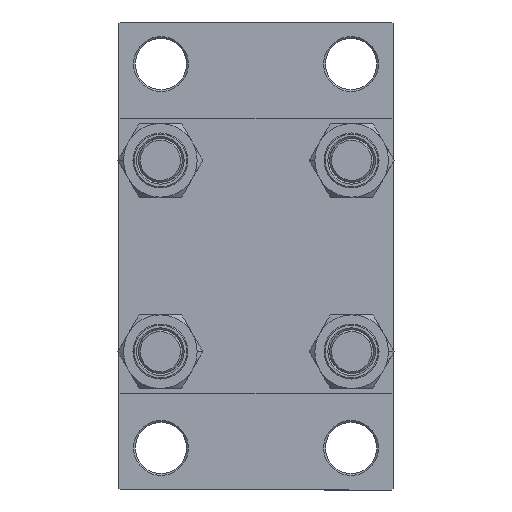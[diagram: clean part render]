
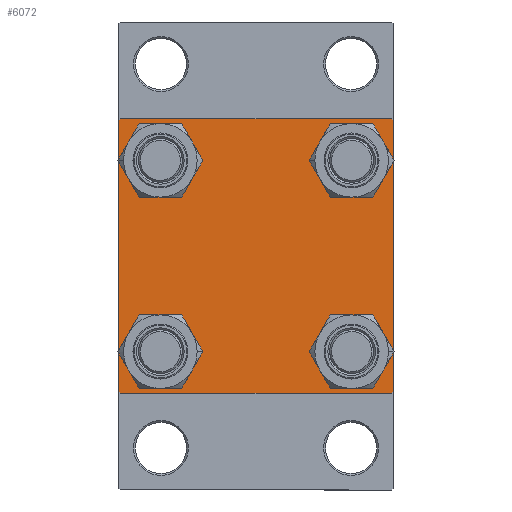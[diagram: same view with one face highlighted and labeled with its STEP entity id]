
A CAD part, left-side view. The second image highlights one B-rep face of the part: STEP entity #6072.
In plain terms, the highlighted planar face has unit normal (-1, 0, 0).
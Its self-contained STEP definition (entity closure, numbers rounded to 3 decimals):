
#58 = ORIENTED_EDGE ( 'NONE', *, *, #27998, .T. ) ;
#255 = CIRCLE ( 'NONE', #12595, 6.5 ) ;
#302 = VERTEX_POINT ( 'NONE', #33286 ) ;
#331 = PLANE ( 'NONE',  #22896 ) ;
#651 = CARTESIAN_POINT ( 'NONE',  ( 0., -26.15, -26.15 ) ) ;
#1005 = CIRCLE ( 'NONE', #11792, 6.5 ) ;
#1036 = DIRECTION ( 'NONE',  ( -1., 0., 0. ) ) ;
#1530 = VECTOR ( 'NONE', #30644, 1000. ) ;
#2002 = CARTESIAN_POINT ( 'NONE',  ( 0., 26.15, -26.15 ) ) ;
#2719 = VERTEX_POINT ( 'NONE', #24409 ) ;
#3806 = DIRECTION ( 'NONE',  ( 1., 0., 0. ) ) ;
#3824 = CARTESIAN_POINT ( 'NONE',  ( 0., 37.5, 37.5 ) ) ;
#4062 = DIRECTION ( 'NONE',  ( 0., 0., -1. ) ) ;
#4801 = CARTESIAN_POINT ( 'NONE',  ( 0., 37., 37.5 ) ) ;
#5184 = DIRECTION ( 'NONE',  ( 1., 0., 0. ) ) ;
#5970 = DIRECTION ( 'NONE',  ( 0., 0.707, 0.707 ) ) ;
#6072 = ADVANCED_FACE ( 'NONE', ( #40852, #18693, #8046, #41557, #18456 ), #331, .T. ) ;
#6339 = LINE ( 'NONE', #32611, #23607 ) ;
#7235 = CARTESIAN_POINT ( 'NONE',  ( 0., -26.15, 32.65 ) ) ;
#7307 = DIRECTION ( 'NONE',  ( 0., -1., 0. ) ) ;
#7771 = LINE ( 'NONE', #22488, #1530 ) ;
#8022 = CARTESIAN_POINT ( 'NONE',  ( 0., 26.15, 26.15 ) ) ;
#8046 = FACE_BOUND ( 'NONE', #27516, .T. ) ;
#8121 = VERTEX_POINT ( 'NONE', #40107 ) ;
#8482 = EDGE_LOOP ( 'NONE', ( #23452, #26568 ) ) ;
#9196 = VERTEX_POINT ( 'NONE', #11469 ) ;
#9439 = CIRCLE ( 'NONE', #10223, 6.5 ) ;
#9546 = VERTEX_POINT ( 'NONE', #30165 ) ;
#9806 = CARTESIAN_POINT ( 'NONE',  ( 0., 26.15, -19.65 ) ) ;
#9825 = CARTESIAN_POINT ( 'NONE',  ( 0., -37.25, 37.25 ) ) ;
#10025 = ORIENTED_EDGE ( 'NONE', *, *, #26816, .F. ) ;
#10223 = AXIS2_PLACEMENT_3D ( 'NONE', #2002, #38193, #20363 ) ;
#10529 = VECTOR ( 'NONE', #22731, 1000. ) ;
#10924 = LINE ( 'NONE', #40341, #32544 ) ;
#11052 = DIRECTION ( 'NONE',  ( 0., 0., 1. ) ) ;
#11069 = LINE ( 'NONE', #3824, #27509 ) ;
#11071 = VERTEX_POINT ( 'NONE', #4801 ) ;
#11132 = DIRECTION ( 'NONE',  ( 1., 0., 0. ) ) ;
#11197 = CARTESIAN_POINT ( 'NONE',  ( 0., 0., 0. ) ) ;
#11469 = CARTESIAN_POINT ( 'NONE',  ( 0., 26.15, -32.65 ) ) ;
#11792 = AXIS2_PLACEMENT_3D ( 'NONE', #651, #3806, #11052 ) ;
#12507 = LINE ( 'NONE', #9825, #16808 ) ;
#12558 = AXIS2_PLACEMENT_3D ( 'NONE', #8022, #44429, #33352 ) ;
#12595 = AXIS2_PLACEMENT_3D ( 'NONE', #26892, #5184, #40894 ) ;
#12968 = DIRECTION ( 'NONE',  ( 1., 0., 0. ) ) ;
#13493 = CARTESIAN_POINT ( 'NONE',  ( 0., -37., -37.5 ) ) ;
#14125 = ORIENTED_EDGE ( 'NONE', *, *, #26609, .T. ) ;
#14506 = CARTESIAN_POINT ( 'NONE',  ( 0., -26.15, -32.65 ) ) ;
#15035 = LINE ( 'NONE', #18887, #10529 ) ;
#15553 = ORIENTED_EDGE ( 'NONE', *, *, #43101, .T. ) ;
#16050 = CARTESIAN_POINT ( 'NONE',  ( 0., 37.25, -37.25 ) ) ;
#16526 = DIRECTION ( 'NONE',  ( 0., -0.707, -0.707 ) ) ;
#16808 = VECTOR ( 'NONE', #5970, 1000. ) ;
#17227 = CIRCLE ( 'NONE', #24121, 6.5 ) ;
#17580 = VERTEX_POINT ( 'NONE', #41806 ) ;
#17722 = EDGE_CURVE ( 'NONE', #18657, #302, #7771, .T. ) ;
#17977 = ORIENTED_EDGE ( 'NONE', *, *, #43312, .T. ) ;
#18299 = CARTESIAN_POINT ( 'NONE',  ( 0., 26.15, -26.15 ) ) ;
#18456 = FACE_OUTER_BOUND ( 'NONE', #36360, .T. ) ;
#18657 = VERTEX_POINT ( 'NONE', #13493 ) ;
#18693 = FACE_BOUND ( 'NONE', #34046, .T. ) ;
#18887 = CARTESIAN_POINT ( 'NONE',  ( 0., 37.5, -37.5 ) ) ;
#18978 = AXIS2_PLACEMENT_3D ( 'NONE', #42345, #19943, #34645 ) ;
#19169 = EDGE_CURVE ( 'NONE', #9546, #8121, #20378, .T. ) ;
#19899 = CIRCLE ( 'NONE', #46023, 6.5 ) ;
#19943 = DIRECTION ( 'NONE',  ( 1., 0., 0. ) ) ;
#20223 = CARTESIAN_POINT ( 'NONE',  ( 0., -26.15, -19.65 ) ) ;
#20363 = DIRECTION ( 'NONE',  ( 0., 0., 1. ) ) ;
#20378 = LINE ( 'NONE', #16050, #32422 ) ;
#22048 = VERTEX_POINT ( 'NONE', #14506 ) ;
#22348 = CARTESIAN_POINT ( 'NONE',  ( 0., 26.15, 32.65 ) ) ;
#22488 = CARTESIAN_POINT ( 'NONE',  ( 0., -37.25, -37.25 ) ) ;
#22555 = CIRCLE ( 'NONE', #12558, 6.5 ) ;
#22731 = DIRECTION ( 'NONE',  ( 0., -1., 0. ) ) ;
#22851 = ORIENTED_EDGE ( 'NONE', *, *, #45959, .T. ) ;
#22896 = AXIS2_PLACEMENT_3D ( 'NONE', #11197, #1036, #23238 ) ;
#23238 = DIRECTION ( 'NONE',  ( 0., 0., 1. ) ) ;
#23430 = ORIENTED_EDGE ( 'NONE', *, *, #24072, .T. ) ;
#23452 = ORIENTED_EDGE ( 'NONE', *, *, #33080, .T. ) ;
#23607 = VECTOR ( 'NONE', #35773, 1000. ) ;
#23821 = CARTESIAN_POINT ( 'NONE',  ( 0., 37.5, 37. ) ) ;
#24072 = EDGE_CURVE ( 'NONE', #25051, #40217, #22555, .T. ) ;
#24121 = AXIS2_PLACEMENT_3D ( 'NONE', #18299, #29366, #25756 ) ;
#24201 = AXIS2_PLACEMENT_3D ( 'NONE', #45973, #12968, #42374 ) ;
#24409 = CARTESIAN_POINT ( 'NONE',  ( 0., -37., 37.5 ) ) ;
#24977 = VERTEX_POINT ( 'NONE', #9806 ) ;
#25051 = VERTEX_POINT ( 'NONE', #22348 ) ;
#25204 = EDGE_CURVE ( 'NONE', #41257, #47080, #255, .T. ) ;
#25644 = ORIENTED_EDGE ( 'NONE', *, *, #27489, .T. ) ;
#25682 = VERTEX_POINT ( 'NONE', #23821 ) ;
#25756 = DIRECTION ( 'NONE',  ( 0., 0., 1. ) ) ;
#25838 = DIRECTION ( 'NONE',  ( 0., 0., 1. ) ) ;
#26169 = ORIENTED_EDGE ( 'NONE', *, *, #45434, .T. ) ;
#26568 = ORIENTED_EDGE ( 'NONE', *, *, #25204, .T. ) ;
#26609 = EDGE_CURVE ( 'NONE', #9196, #24977, #9439, .T. ) ;
#26816 = EDGE_CURVE ( 'NONE', #11071, #2719, #10924, .T. ) ;
#26892 = CARTESIAN_POINT ( 'NONE',  ( 0., -26.15, 26.15 ) ) ;
#27479 = EDGE_CURVE ( 'NONE', #38964, #22048, #1005, .T. ) ;
#27489 = EDGE_CURVE ( 'NONE', #24977, #9196, #17227, .T. ) ;
#27509 = VECTOR ( 'NONE', #4062, 1000. ) ;
#27516 = EDGE_LOOP ( 'NONE', ( #25644, #14125 ) ) ;
#27760 = CARTESIAN_POINT ( 'NONE',  ( 0., 37.25, 37.25 ) ) ;
#27998 = EDGE_CURVE ( 'NONE', #11071, #25682, #45827, .T. ) ;
#29366 = DIRECTION ( 'NONE',  ( 1., 0., 0. ) ) ;
#30165 = CARTESIAN_POINT ( 'NONE',  ( 0., 37.5, -37. ) ) ;
#30644 = DIRECTION ( 'NONE',  ( 0., -0.707, 0.707 ) ) ;
#31069 = ORIENTED_EDGE ( 'NONE', *, *, #41683, .T. ) ;
#31435 = ORIENTED_EDGE ( 'NONE', *, *, #41138, .F. ) ;
#32422 = VECTOR ( 'NONE', #16526, 1000. ) ;
#32544 = VECTOR ( 'NONE', #7307, 1000. ) ;
#32611 = CARTESIAN_POINT ( 'NONE',  ( 0., -37.5, 37.5 ) ) ;
#33080 = EDGE_CURVE ( 'NONE', #47080, #41257, #47279, .T. ) ;
#33286 = CARTESIAN_POINT ( 'NONE',  ( 0., -37.5, -37. ) ) ;
#33352 = DIRECTION ( 'NONE',  ( 0., 0., 1. ) ) ;
#33634 = ORIENTED_EDGE ( 'NONE', *, *, #19169, .T. ) ;
#34046 = EDGE_LOOP ( 'NONE', ( #44476, #22851 ) ) ;
#34645 = DIRECTION ( 'NONE',  ( 0., 0., 1. ) ) ;
#34937 = EDGE_LOOP ( 'NONE', ( #23430, #31069 ) ) ;
#35504 = ORIENTED_EDGE ( 'NONE', *, *, #17722, .T. ) ;
#35773 = DIRECTION ( 'NONE',  ( 0., 0., -1. ) ) ;
#36360 = EDGE_LOOP ( 'NONE', ( #17977, #33634, #15553, #35504, #31435, #26169, #10025, #58 ) ) ;
#36947 = CARTESIAN_POINT ( 'NONE',  ( 0., -26.15, 19.65 ) ) ;
#37990 = VECTOR ( 'NONE', #46073, 1000. ) ;
#38193 = DIRECTION ( 'NONE',  ( 1., 0., 0. ) ) ;
#38964 = VERTEX_POINT ( 'NONE', #20223 ) ;
#39759 = CIRCLE ( 'NONE', #18978, 6.5 ) ;
#40107 = CARTESIAN_POINT ( 'NONE',  ( 0., 37., -37.5 ) ) ;
#40217 = VERTEX_POINT ( 'NONE', #44437 ) ;
#40341 = CARTESIAN_POINT ( 'NONE',  ( 0., 37.5, 37.5 ) ) ;
#40852 = FACE_BOUND ( 'NONE', #8482, .T. ) ;
#40894 = DIRECTION ( 'NONE',  ( 0., 0., 1. ) ) ;
#41138 = EDGE_CURVE ( 'NONE', #17580, #302, #6339, .T. ) ;
#41257 = VERTEX_POINT ( 'NONE', #36947 ) ;
#41557 = FACE_BOUND ( 'NONE', #34937, .T. ) ;
#41683 = EDGE_CURVE ( 'NONE', #40217, #25051, #39759, .T. ) ;
#41806 = CARTESIAN_POINT ( 'NONE',  ( 0., -37.5, 37. ) ) ;
#42345 = CARTESIAN_POINT ( 'NONE',  ( 0., 26.15, 26.15 ) ) ;
#42374 = DIRECTION ( 'NONE',  ( 0., 0., 1. ) ) ;
#43101 = EDGE_CURVE ( 'NONE', #8121, #18657, #15035, .T. ) ;
#43312 = EDGE_CURVE ( 'NONE', #25682, #9546, #11069, .T. ) ;
#44157 = CARTESIAN_POINT ( 'NONE',  ( 0., -26.15, -26.15 ) ) ;
#44429 = DIRECTION ( 'NONE',  ( 1., 0., 0. ) ) ;
#44437 = CARTESIAN_POINT ( 'NONE',  ( 0., 26.15, 19.65 ) ) ;
#44476 = ORIENTED_EDGE ( 'NONE', *, *, #27479, .T. ) ;
#45434 = EDGE_CURVE ( 'NONE', #17580, #2719, #12507, .T. ) ;
#45827 = LINE ( 'NONE', #27760, #37990 ) ;
#45959 = EDGE_CURVE ( 'NONE', #22048, #38964, #19899, .T. ) ;
#45973 = CARTESIAN_POINT ( 'NONE',  ( 0., -26.15, 26.15 ) ) ;
#46023 = AXIS2_PLACEMENT_3D ( 'NONE', #44157, #11132, #25838 ) ;
#46073 = DIRECTION ( 'NONE',  ( 0., 0.707, -0.707 ) ) ;
#47080 = VERTEX_POINT ( 'NONE', #7235 ) ;
#47279 = CIRCLE ( 'NONE', #24201, 6.5 ) ;
